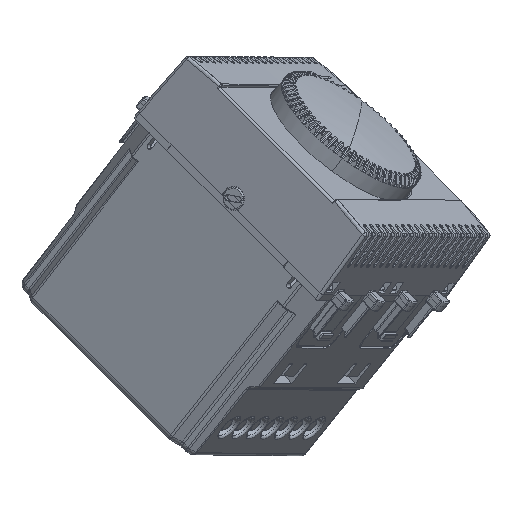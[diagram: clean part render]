
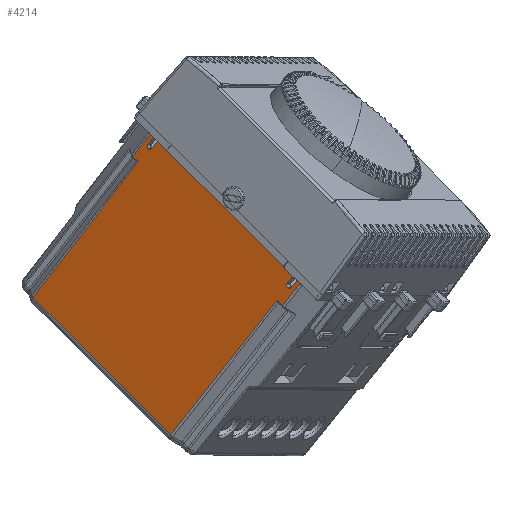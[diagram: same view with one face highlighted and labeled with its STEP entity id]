
A CAD part, isometric view. The second image highlights one B-rep face of the part: STEP entity #4214.
In plain terms, the highlighted face is planar.
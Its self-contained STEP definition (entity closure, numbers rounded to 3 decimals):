
#1692=CARTESIAN_POINT('Vertex',(-22.153,-16.817,-34.009)) ;
#1695=CARTESIAN_POINT('Line Origine',(-22.153,0.,-34.009)) ;
#1699=CARTESIAN_POINT('Vertex',(-22.153,16.817,-34.009)) ;
#3961=CARTESIAN_POINT('Vertex',(-22.45,-18.293,0.)) ;
#3964=CARTESIAN_POINT('Line Origine',(-22.297,-18.23,-17.5)) ;
#3968=CARTESIAN_POINT('Vertex',(-22.408,-18.276,-4.802)) ;
#4048=CARTESIAN_POINT('Axis2P3D Location',(-22.45,0.,0.)) ;
#4054=CARTESIAN_POINT('Control Point',(-22.408,-16.923,-4.802)) ;
#4055=CARTESIAN_POINT('Control Point',(-22.153,-16.817,-34.009)) ;
#4056=CARTESIAN_POINT('Vertex',(-22.408,-16.923,-4.802)) ;
#4059=CARTESIAN_POINT('Line Origine',(-22.408,0.,-4.802)) ;
#4064=CARTESIAN_POINT('Line Origine',(-22.45,0.,0.)) ;
#4068=CARTESIAN_POINT('Vertex',(-22.45,-17.5,0.)) ;
#4072=CARTESIAN_POINT('Control Point',(-22.45,-17.5,0.)) ;
#4073=CARTESIAN_POINT('Control Point',(-22.436,-17.486,-1.554)) ;
#4074=CARTESIAN_POINT('Vertex',(-22.436,-17.486,-1.554)) ;
#4078=CARTESIAN_POINT('Control Point',(-22.433,-17.036,-2.)) ;
#4079=CARTESIAN_POINT('Control Point',(-22.433,-17.212,-2.)) ;
#4080=CARTESIAN_POINT('Control Point',(-22.433,-17.39,-1.907)) ;
#4081=CARTESIAN_POINT('Control Point',(-22.435,-17.485,-1.73)) ;
#4082=CARTESIAN_POINT('Control Point',(-22.436,-17.486,-1.554)) ;
#4083=CARTESIAN_POINT('Vertex',(-22.433,-17.036,-2.)) ;
#4086=CARTESIAN_POINT('Line Origine',(-22.433,0.,-2.)) ;
#4090=CARTESIAN_POINT('Vertex',(-22.433,-16.964,-2.)) ;
#4094=CARTESIAN_POINT('Control Point',(-22.433,-16.964,-2.)) ;
#4095=CARTESIAN_POINT('Control Point',(-22.433,-16.788,-2.)) ;
#4096=CARTESIAN_POINT('Control Point',(-22.433,-16.61,-1.907)) ;
#4097=CARTESIAN_POINT('Control Point',(-22.435,-16.515,-1.73)) ;
#4098=CARTESIAN_POINT('Control Point',(-22.436,-16.514,-1.554)) ;
#4099=CARTESIAN_POINT('Vertex',(-22.436,-16.514,-1.554)) ;
#4103=CARTESIAN_POINT('Control Point',(-22.45,-16.5,0.)) ;
#4104=CARTESIAN_POINT('Control Point',(-22.436,-16.514,-1.554)) ;
#4105=CARTESIAN_POINT('Vertex',(-22.45,-16.5,0.)) ;
#4108=CARTESIAN_POINT('Line Origine',(-22.45,0.,0.)) ;
#4112=CARTESIAN_POINT('Vertex',(-22.45,-14.175,0.)) ;
#4115=CARTESIAN_POINT('Line Origine',(-22.45,0.,0.)) ;
#4119=CARTESIAN_POINT('Vertex',(-22.45,14.175,0.)) ;
#4122=CARTESIAN_POINT('Line Origine',(-22.45,0.,0.)) ;
#4126=CARTESIAN_POINT('Vertex',(-22.45,16.5,0.)) ;
#4130=CARTESIAN_POINT('Control Point',(-22.45,16.5,0.)) ;
#4131=CARTESIAN_POINT('Control Point',(-22.436,16.514,-1.554)) ;
#4132=CARTESIAN_POINT('Vertex',(-22.436,16.514,-1.554)) ;
#4136=CARTESIAN_POINT('Control Point',(-22.433,16.964,-2.)) ;
#4137=CARTESIAN_POINT('Control Point',(-22.433,16.788,-2.)) ;
#4138=CARTESIAN_POINT('Control Point',(-22.433,16.61,-1.907)) ;
#4139=CARTESIAN_POINT('Control Point',(-22.435,16.515,-1.73)) ;
#4140=CARTESIAN_POINT('Control Point',(-22.436,16.514,-1.554)) ;
#4141=CARTESIAN_POINT('Vertex',(-22.433,16.964,-2.)) ;
#4144=CARTESIAN_POINT('Line Origine',(-22.433,0.,-2.)) ;
#4148=CARTESIAN_POINT('Vertex',(-22.433,17.036,-2.)) ;
#4152=CARTESIAN_POINT('Control Point',(-22.433,17.036,-2.)) ;
#4153=CARTESIAN_POINT('Control Point',(-22.433,17.212,-2.)) ;
#4154=CARTESIAN_POINT('Control Point',(-22.433,17.39,-1.907)) ;
#4155=CARTESIAN_POINT('Control Point',(-22.435,17.485,-1.73)) ;
#4156=CARTESIAN_POINT('Control Point',(-22.436,17.486,-1.554)) ;
#4157=CARTESIAN_POINT('Vertex',(-22.436,17.486,-1.554)) ;
#4161=CARTESIAN_POINT('Control Point',(-22.45,17.5,0.)) ;
#4162=CARTESIAN_POINT('Control Point',(-22.436,17.486,-1.554)) ;
#4163=CARTESIAN_POINT('Vertex',(-22.45,17.5,0.)) ;
#4166=CARTESIAN_POINT('Line Origine',(-22.45,0.,0.)) ;
#4170=CARTESIAN_POINT('Vertex',(-22.45,18.293,0.)) ;
#4174=CARTESIAN_POINT('Control Point',(-22.45,18.293,0.)) ;
#4175=CARTESIAN_POINT('Control Point',(-22.408,18.276,-4.802)) ;
#4176=CARTESIAN_POINT('Vertex',(-22.408,18.276,-4.802)) ;
#4179=CARTESIAN_POINT('Line Origine',(-22.408,0.,-4.802)) ;
#4183=CARTESIAN_POINT('Vertex',(-22.408,16.923,-4.802)) ;
#4187=CARTESIAN_POINT('Control Point',(-22.408,16.923,-4.802)) ;
#4188=CARTESIAN_POINT('Control Point',(-22.153,16.817,-34.009)) ;
#1696=DIRECTION('Vector Direction',(0.,-1.,0.)) ;
#3965=DIRECTION('Vector Direction',(0.009,0.004,-1.)) ;
#4049=DIRECTION('Axis2P3D Direction',(-1.,0.,-0.009)) ;
#4050=DIRECTION('Axis2P3D XDirection',(0.,-1.,0.)) ;
#4060=DIRECTION('Vector Direction',(0.,-1.,0.)) ;
#4065=DIRECTION('Vector Direction',(0.,-1.,0.)) ;
#4087=DIRECTION('Vector Direction',(0.,-1.,0.)) ;
#4109=DIRECTION('Vector Direction',(0.,-1.,0.)) ;
#4116=DIRECTION('Vector Direction',(0.,-1.,0.)) ;
#4123=DIRECTION('Vector Direction',(0.,-1.,0.)) ;
#4145=DIRECTION('Vector Direction',(0.,-1.,0.)) ;
#4167=DIRECTION('Vector Direction',(0.,-1.,0.)) ;
#4180=DIRECTION('Vector Direction',(0.,-1.,0.)) ;
#4051=AXIS2_PLACEMENT_3D('Plane Axis2P3D',#4048,#4049,#4050) ;
#4191=ORIENTED_EDGE('',*,*,#4058,.T.) ;
#4192=ORIENTED_EDGE('',*,*,#4063,.F.) ;
#4193=ORIENTED_EDGE('',*,*,#3970,.T.) ;
#4194=ORIENTED_EDGE('',*,*,#4070,.T.) ;
#4195=ORIENTED_EDGE('',*,*,#4076,.T.) ;
#4196=ORIENTED_EDGE('',*,*,#4085,.F.) ;
#4197=ORIENTED_EDGE('',*,*,#4092,.T.) ;
#4198=ORIENTED_EDGE('',*,*,#4101,.T.) ;
#4199=ORIENTED_EDGE('',*,*,#4107,.F.) ;
#4200=ORIENTED_EDGE('',*,*,#4114,.T.) ;
#4201=ORIENTED_EDGE('',*,*,#4121,.T.) ;
#4202=ORIENTED_EDGE('',*,*,#4128,.T.) ;
#4203=ORIENTED_EDGE('',*,*,#4134,.T.) ;
#4204=ORIENTED_EDGE('',*,*,#4143,.F.) ;
#4205=ORIENTED_EDGE('',*,*,#4150,.T.) ;
#4206=ORIENTED_EDGE('',*,*,#4159,.T.) ;
#4207=ORIENTED_EDGE('',*,*,#4165,.F.) ;
#4208=ORIENTED_EDGE('',*,*,#4172,.T.) ;
#4209=ORIENTED_EDGE('',*,*,#4178,.F.) ;
#4210=ORIENTED_EDGE('',*,*,#4185,.F.) ;
#4211=ORIENTED_EDGE('',*,*,#4189,.T.) ;
#4212=ORIENTED_EDGE('',*,*,#1701,.T.) ;
#1697=VECTOR('Line Direction',#1696,1.) ;
#3966=VECTOR('Line Direction',#3965,1.) ;
#4061=VECTOR('Line Direction',#4060,1.) ;
#4066=VECTOR('Line Direction',#4065,1.) ;
#4088=VECTOR('Line Direction',#4087,1.) ;
#4110=VECTOR('Line Direction',#4109,1.) ;
#4117=VECTOR('Line Direction',#4116,1.) ;
#4124=VECTOR('Line Direction',#4123,1.) ;
#4146=VECTOR('Line Direction',#4145,1.) ;
#4168=VECTOR('Line Direction',#4167,1.) ;
#4181=VECTOR('Line Direction',#4180,1.) ;
#4214=ADVANCED_FACE('PartBody',(#4213),#4052,.T.) ;
#4053=B_SPLINE_CURVE_WITH_KNOTS('',1,(#4054,#4055),.UNSPECIFIED.,.F.,.U.,(2,2),(-12.699,16.509),.UNSPECIFIED.) ;
#4071=B_SPLINE_CURVE_WITH_KNOTS('',1,(#4072,#4073),.UNSPECIFIED.,.F.,.U.,(2,2),(-0.777,0.777),.UNSPECIFIED.) ;
#4077=B_SPLINE_CURVE_WITH_KNOTS('',4,(#4078,#4079,#4080,#4081,#4082),.UNSPECIFIED.,.F.,.U.,(5,5),(0.,0.994),.UNSPECIFIED.) ;
#4093=B_SPLINE_CURVE_WITH_KNOTS('',4,(#4094,#4095,#4096,#4097,#4098),.UNSPECIFIED.,.F.,.U.,(5,5),(0.,0.994),.UNSPECIFIED.) ;
#4102=B_SPLINE_CURVE_WITH_KNOTS('',1,(#4103,#4104),.UNSPECIFIED.,.F.,.U.,(2,2),(-0.777,0.777),.UNSPECIFIED.) ;
#4129=B_SPLINE_CURVE_WITH_KNOTS('',1,(#4130,#4131),.UNSPECIFIED.,.F.,.U.,(2,2),(-0.777,0.777),.UNSPECIFIED.) ;
#4135=B_SPLINE_CURVE_WITH_KNOTS('',4,(#4136,#4137,#4138,#4139,#4140),.UNSPECIFIED.,.F.,.U.,(5,5),(0.,0.994),.UNSPECIFIED.) ;
#4151=B_SPLINE_CURVE_WITH_KNOTS('',4,(#4152,#4153,#4154,#4155,#4156),.UNSPECIFIED.,.F.,.U.,(5,5),(0.,0.994),.UNSPECIFIED.) ;
#4160=B_SPLINE_CURVE_WITH_KNOTS('',1,(#4161,#4162),.UNSPECIFIED.,.F.,.U.,(2,2),(-0.777,0.777),.UNSPECIFIED.) ;
#4173=B_SPLINE_CURVE_WITH_KNOTS('',1,(#4174,#4175),.UNSPECIFIED.,.F.,.U.,(2,2),(-17.501,-12.699),.UNSPECIFIED.) ;
#4186=B_SPLINE_CURVE_WITH_KNOTS('',1,(#4187,#4188),.UNSPECIFIED.,.F.,.U.,(2,2),(-12.699,16.509),.UNSPECIFIED.) ;
#1701=EDGE_CURVE('',#1700,#1693,#1698,.T.) ;
#3970=EDGE_CURVE('',#3969,#3962,#3967,.F.) ;
#4058=EDGE_CURVE('',#1693,#4057,#4053,.F.) ;
#4063=EDGE_CURVE('',#3969,#4057,#4062,.F.) ;
#4070=EDGE_CURVE('',#3962,#4069,#4067,.F.) ;
#4076=EDGE_CURVE('',#4069,#4075,#4071,.T.) ;
#4085=EDGE_CURVE('',#4084,#4075,#4077,.T.) ;
#4092=EDGE_CURVE('',#4084,#4091,#4089,.F.) ;
#4101=EDGE_CURVE('',#4091,#4100,#4093,.T.) ;
#4107=EDGE_CURVE('',#4106,#4100,#4102,.T.) ;
#4114=EDGE_CURVE('',#4106,#4113,#4111,.F.) ;
#4121=EDGE_CURVE('',#4113,#4120,#4118,.F.) ;
#4128=EDGE_CURVE('',#4120,#4127,#4125,.F.) ;
#4134=EDGE_CURVE('',#4127,#4133,#4129,.T.) ;
#4143=EDGE_CURVE('',#4142,#4133,#4135,.T.) ;
#4150=EDGE_CURVE('',#4142,#4149,#4147,.F.) ;
#4159=EDGE_CURVE('',#4149,#4158,#4151,.T.) ;
#4165=EDGE_CURVE('',#4164,#4158,#4160,.T.) ;
#4172=EDGE_CURVE('',#4164,#4171,#4169,.F.) ;
#4178=EDGE_CURVE('',#4177,#4171,#4173,.F.) ;
#4185=EDGE_CURVE('',#4184,#4177,#4182,.F.) ;
#4189=EDGE_CURVE('',#4184,#1700,#4186,.T.) ;
#4190=EDGE_LOOP('',(#4191,#4192,#4193,#4194,#4195,#4196,#4197,#4198,#4199,#4200,#4201,#4202,#4203,#4204,#4205,#4206,#4207,#4208,#4209,#4210,#4211,#4212)) ;
#4213=FACE_OUTER_BOUND('',#4190,.T.) ;
#1698=LINE('Line',#1695,#1697) ;
#3967=LINE('Line',#3964,#3966) ;
#4062=LINE('Line',#4059,#4061) ;
#4067=LINE('Line',#4064,#4066) ;
#4089=LINE('Line',#4086,#4088) ;
#4111=LINE('Line',#4108,#4110) ;
#4118=LINE('Line',#4115,#4117) ;
#4125=LINE('Line',#4122,#4124) ;
#4147=LINE('Line',#4144,#4146) ;
#4169=LINE('Line',#4166,#4168) ;
#4182=LINE('Line',#4179,#4181) ;
#4052=PLANE('',#4051) ;
#1693=VERTEX_POINT('',#1692) ;
#1700=VERTEX_POINT('',#1699) ;
#3962=VERTEX_POINT('',#3961) ;
#3969=VERTEX_POINT('',#3968) ;
#4057=VERTEX_POINT('',#4056) ;
#4069=VERTEX_POINT('',#4068) ;
#4075=VERTEX_POINT('',#4074) ;
#4084=VERTEX_POINT('',#4083) ;
#4091=VERTEX_POINT('',#4090) ;
#4100=VERTEX_POINT('',#4099) ;
#4106=VERTEX_POINT('',#4105) ;
#4113=VERTEX_POINT('',#4112) ;
#4120=VERTEX_POINT('',#4119) ;
#4127=VERTEX_POINT('',#4126) ;
#4133=VERTEX_POINT('',#4132) ;
#4142=VERTEX_POINT('',#4141) ;
#4149=VERTEX_POINT('',#4148) ;
#4158=VERTEX_POINT('',#4157) ;
#4164=VERTEX_POINT('',#4163) ;
#4171=VERTEX_POINT('',#4170) ;
#4177=VERTEX_POINT('',#4176) ;
#4184=VERTEX_POINT('',#4183) ;
